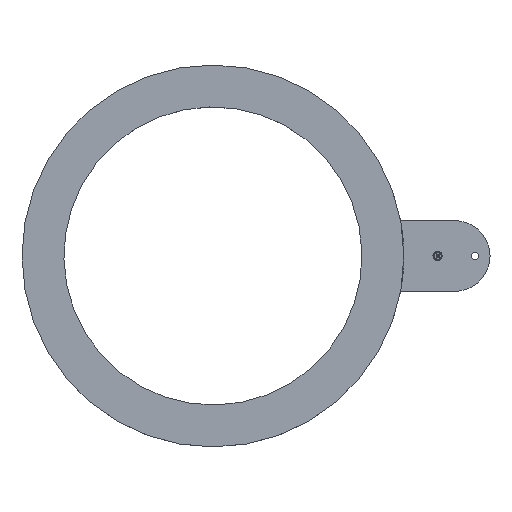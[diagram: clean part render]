
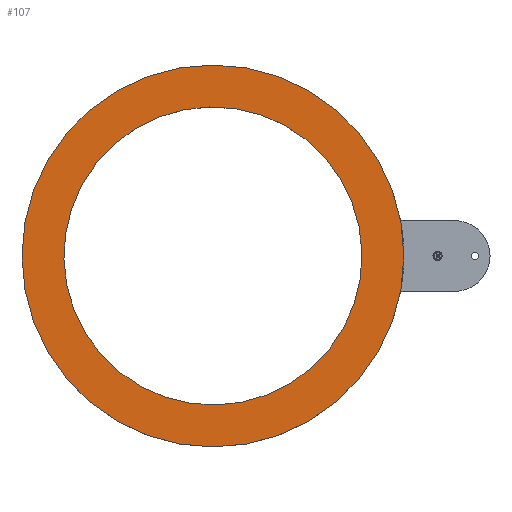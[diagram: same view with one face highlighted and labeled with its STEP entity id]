
A CAD part, top view. The second image highlights one B-rep face of the part: STEP entity #107.
In plain terms, the highlighted planar face has unit normal (0, 0, 1).
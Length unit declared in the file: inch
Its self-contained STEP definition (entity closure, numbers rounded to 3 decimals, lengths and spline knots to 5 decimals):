
#65=AXIS2_PLACEMENT_3D('Circle Axis2P3D',#63,#64,$) ;
#78=AXIS2_PLACEMENT_3D('Plane Axis2P3D',#75,#76,#77) ;
#82=AXIS2_PLACEMENT_3D('Circle Axis2P3D',#80,#81,$) ;
#91=AXIS2_PLACEMENT_3D('Circle Axis2P3D',#89,#90,$) ;
#100=AXIS2_PLACEMENT_3D('Circle Axis2P3D',#98,#99,$) ;
#46=CARTESIAN_POINT('Vertex',(-8.77583,4.79426,0.875)) ;
#60=CARTESIAN_POINT('Vertex',(8.77583,-4.79426,0.875)) ;
#63=CARTESIAN_POINT('Axis2P3D Location',(0.,0.,0.875)) ;
#75=CARTESIAN_POINT('Axis2P3D Location',(0.,0.,0.875)) ;
#80=CARTESIAN_POINT('Axis2P3D Location',(0.,0.,0.875)) ;
#84=CARTESIAN_POINT('Vertex',(12.81,0.,0.875)) ;
#86=CARTESIAN_POINT('Vertex',(-12.81,0.,0.875)) ;
#89=CARTESIAN_POINT('Axis2P3D Location',(0.,0.,0.875)) ;
#98=CARTESIAN_POINT('Axis2P3D Location',(0.,0.,0.875)) ;
#64=DIRECTION('Axis2P3D Direction',(0.,-0.,-0.039)) ;
#76=DIRECTION('Axis2P3D Direction',(0.,0.,0.039)) ;
#77=DIRECTION('Axis2P3D XDirection',(0.039,0.,0.)) ;
#81=DIRECTION('Axis2P3D Direction',(0.,0.,0.039)) ;
#90=DIRECTION('Axis2P3D Direction',(0.,0.,0.039)) ;
#99=DIRECTION('Axis2P3D Direction',(0.,0.,0.039)) ;
#95=ORIENTED_EDGE('',*,*,#88,.T.) ;
#96=ORIENTED_EDGE('',*,*,#93,.T.) ;
#104=ORIENTED_EDGE('',*,*,#102,.F.) ;
#105=ORIENTED_EDGE('',*,*,#67,.F.) ;
#106=FACE_BOUND('',#103,.T.) ;
#107=ADVANCED_FACE('PartBody',(#97,#106),#79,.T.) ;
#66=CIRCLE('generated circle',#65,10.) ;
#83=CIRCLE('generated circle',#82,12.81) ;
#92=CIRCLE('generated circle',#91,12.81) ;
#101=CIRCLE('generated circle',#100,10.) ;
#67=EDGE_CURVE('',#61,#47,#66,.F.) ;
#88=EDGE_CURVE('',#85,#87,#83,.T.) ;
#93=EDGE_CURVE('',#87,#85,#92,.T.) ;
#102=EDGE_CURVE('',#47,#61,#101,.T.) ;
#94=EDGE_LOOP('',(#95,#96)) ;
#103=EDGE_LOOP('',(#104,#105)) ;
#97=FACE_OUTER_BOUND('',#94,.T.) ;
#79=PLANE('',#78) ;
#47=VERTEX_POINT('',#46) ;
#61=VERTEX_POINT('',#60) ;
#85=VERTEX_POINT('',#84) ;
#87=VERTEX_POINT('',#86) ;
